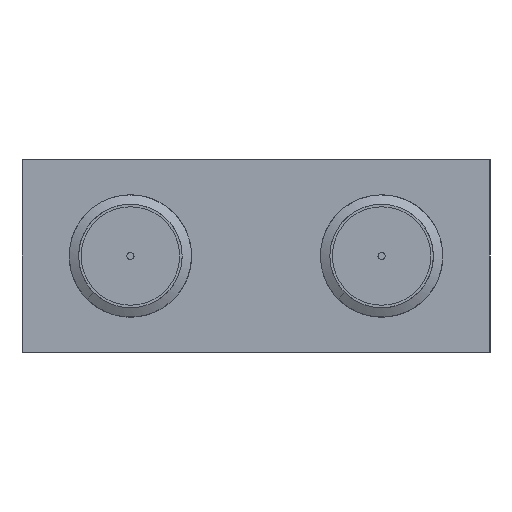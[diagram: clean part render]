
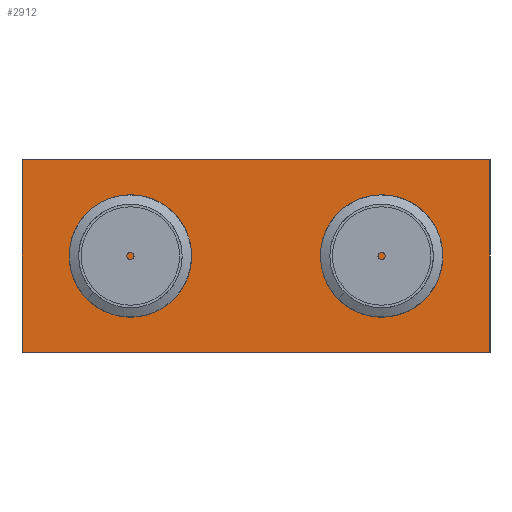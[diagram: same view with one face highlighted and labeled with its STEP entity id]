
A CAD part, left-side view. The second image highlights one B-rep face of the part: STEP entity #2912.
In plain terms, the highlighted planar face has unit normal (-1, 0, 0).
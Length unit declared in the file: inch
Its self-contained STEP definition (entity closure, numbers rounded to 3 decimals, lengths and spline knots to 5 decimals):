
#344 = VECTOR ( 'NONE', #488, 39.37008 ) ;
#354 = CARTESIAN_POINT ( 'NONE',  ( 0., 0.95, 0.39 ) ) ;
#488 = DIRECTION ( 'NONE',  ( 0., 1., 0. ) ) ;
#612 = VERTEX_POINT ( 'NONE', #354 ) ;
#640 = CARTESIAN_POINT ( 'NONE',  ( 0., 0., 0.39 ) ) ;
#827 = CARTESIAN_POINT ( 'NONE',  ( 0., 0.95, 0.39 ) ) ;
#948 = DIRECTION ( 'NONE',  ( 0., 1., 0. ) ) ;
#1076 = EDGE_CURVE ( 'NONE', #612, #7142, #1210, .T. ) ;
#1210 = LINE ( 'NONE', #827, #4519 ) ;
#1578 = EDGE_LOOP ( 'NONE', ( #7234, #2635, #3531, #3627 ) ) ;
#1645 = CARTESIAN_POINT ( 'NONE',  ( 0., 0., 0.39 ) ) ;
#1838 = DIRECTION ( 'NONE',  ( -1., 0., 0. ) ) ;
#1941 = LINE ( 'NONE', #1645, #344 ) ;
#1996 = VERTEX_POINT ( 'NONE', #5363 ) ;
#2635 = ORIENTED_EDGE ( 'NONE', *, *, #5080, .F. ) ;
#2697 = VECTOR ( 'NONE', #948, 39.37008 ) ;
#2912 = ADVANCED_FACE ( 'NONE', ( #4603 ), #7294, .T. ) ;
#3126 = DIRECTION ( 'NONE',  ( 0., -1., 0. ) ) ;
#3246 = EDGE_CURVE ( 'NONE', #4768, #612, #1941, .T. ) ;
#3531 = ORIENTED_EDGE ( 'NONE', *, *, #3246, .T. ) ;
#3577 = CARTESIAN_POINT ( 'NONE',  ( 0., 0., 0.39 ) ) ;
#3627 = ORIENTED_EDGE ( 'NONE', *, *, #1076, .T. ) ;
#3643 = CARTESIAN_POINT ( 'NONE',  ( 0., 0., 0.39 ) ) ;
#4109 = AXIS2_PLACEMENT_3D ( 'NONE', #3643, #1838, #3126 ) ;
#4147 = CARTESIAN_POINT ( 'NONE',  ( 0., 0.95, 0. ) ) ;
#4324 = LINE ( 'NONE', #640, #7551 ) ;
#4519 = VECTOR ( 'NONE', #6872, 39.37008 ) ;
#4603 = FACE_OUTER_BOUND ( 'NONE', #1578, .T. ) ;
#4768 = VERTEX_POINT ( 'NONE', #3577 ) ;
#5080 = EDGE_CURVE ( 'NONE', #4768, #1996, #4324, .T. ) ;
#5363 = CARTESIAN_POINT ( 'NONE',  ( 0., 0., 0. ) ) ;
#5453 = LINE ( 'NONE', #7546, #2697 ) ;
#6266 = EDGE_CURVE ( 'NONE', #1996, #7142, #5453, .T. ) ;
#6702 = DIRECTION ( 'NONE',  ( 0., 0., -1. ) ) ;
#6872 = DIRECTION ( 'NONE',  ( 0., 0., -1. ) ) ;
#7142 = VERTEX_POINT ( 'NONE', #4147 ) ;
#7234 = ORIENTED_EDGE ( 'NONE', *, *, #6266, .F. ) ;
#7294 = PLANE ( 'NONE',  #4109 ) ;
#7546 = CARTESIAN_POINT ( 'NONE',  ( 0., 0., 0. ) ) ;
#7551 = VECTOR ( 'NONE', #6702, 39.37008 ) ;
